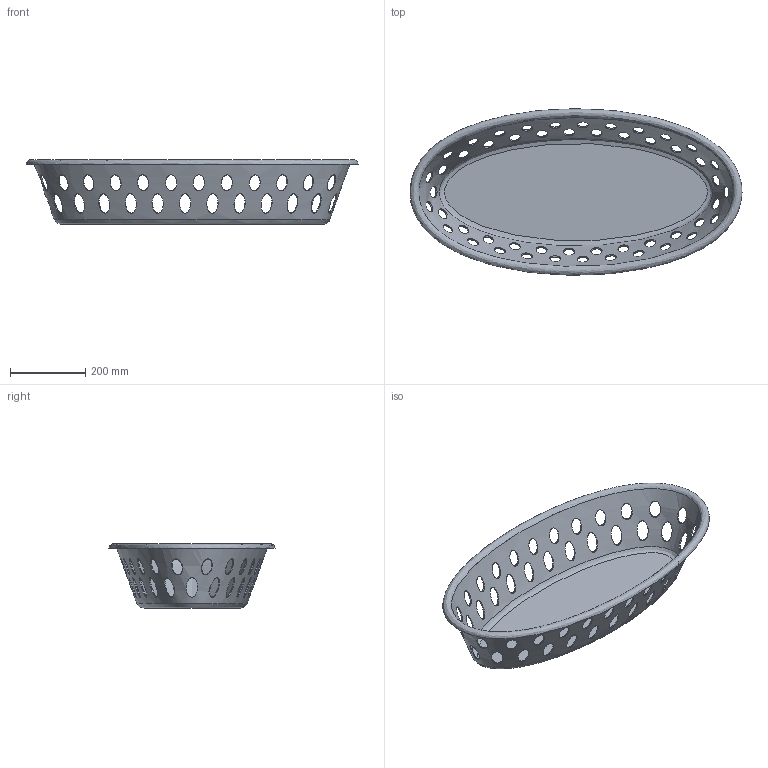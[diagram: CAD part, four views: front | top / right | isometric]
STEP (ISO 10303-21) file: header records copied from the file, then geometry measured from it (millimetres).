
FILE_DESCRIPTION(('FreeCAD Model'),'2;1');
FILE_NAME('Open CASCADE Shape Model','2025-05-04T03:25:49',('FreeCAD'),( 'FreeCAD'),'Open CASCADE STEP processor 7.6','FreeCAD','Unknown');
FILE_SCHEMA(('AUTOMOTIVE_DESIGN { 1 0 10303 214 1 1 1 1 }'));
Length unit declared in the file: millimetre
Products named in the file (1): Open CASCADE STEP translator 7.6 1
Bounding box: 882.88 x 442.97 x 170.9 mm (x, y, z)
Volume: 1390040.2 mm3; surface area: 970933.5 mm2
Topology: 1 solids, 1 shells, 59 faces, 172 edges, 113 vertices
Faces by surface type: extrusion 50, bspline 9
Entity records: 11467 total; most frequent: CARTESIAN_POINT 9921, ORIENTED_EDGE 344, EDGE_CURVE 172, B_SPLINE_CURVE_WITH_KNOTS 171, FACE_BOUND 157, EDGE_LOOP 157, DIRECTION 152, VERTEX_POINT 113
